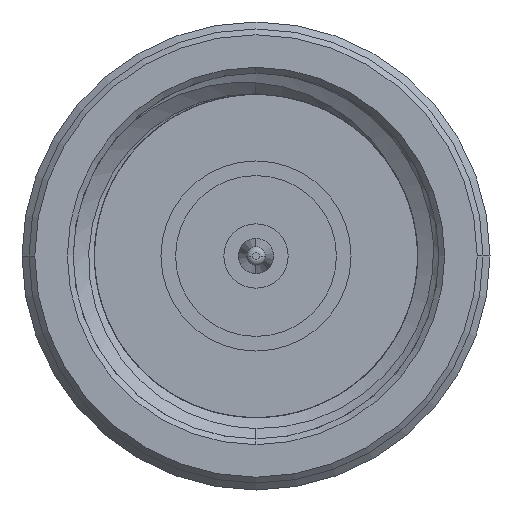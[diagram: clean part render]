
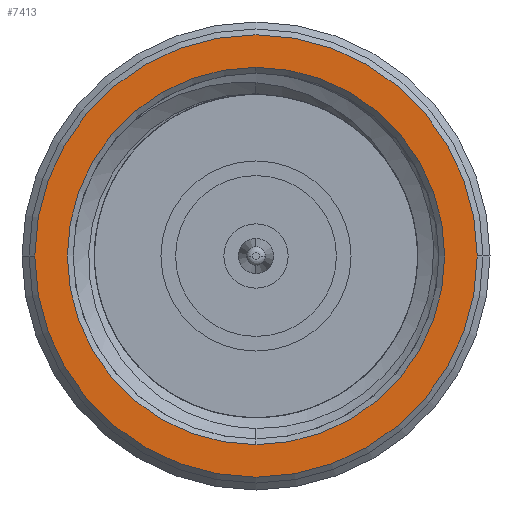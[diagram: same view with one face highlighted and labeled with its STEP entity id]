
A CAD part, left-side view. The second image highlights one B-rep face of the part: STEP entity #7413.
In plain terms, the highlighted planar face has unit normal (-1, 0, 0).
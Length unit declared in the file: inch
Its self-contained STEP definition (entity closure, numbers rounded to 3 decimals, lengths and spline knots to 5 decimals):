
#173 = AXIS2_PLACEMENT_3D ( 'NONE', #3592, #6769, #1774 ) ;
#221 = EDGE_CURVE ( 'NONE', #8826, #4103, #6867, .T. ) ;
#380 = PLANE ( 'NONE',  #173 ) ;
#489 = EDGE_CURVE ( 'NONE', #3546, #7884, #2207, .T. ) ;
#652 = ORIENTED_EDGE ( 'NONE', *, *, #6966, .T. ) ;
#1008 = DIRECTION ( 'NONE',  ( -1., 0., 0. ) ) ;
#1118 = AXIS2_PLACEMENT_3D ( 'NONE', #6567, #5007, #5695 ) ;
#1152 = DIRECTION ( 'NONE',  ( 0., -1., 0. ) ) ;
#1774 = DIRECTION ( 'NONE',  ( 0., -1., 0. ) ) ;
#1938 = CARTESIAN_POINT ( 'NONE',  ( 0., 0., 0. ) ) ;
#1976 = DIRECTION ( 'NONE',  ( 0., -1., 0. ) ) ;
#2207 = CIRCLE ( 'NONE', #5875, 0.3225 ) ;
#2369 = AXIS2_PLACEMENT_3D ( 'NONE', #1938, #3427, #1152 ) ;
#2413 = CARTESIAN_POINT ( 'NONE',  ( 0., 0., 0. ) ) ;
#2684 = AXIS2_PLACEMENT_3D ( 'NONE', #2825, #1008, #1976 ) ;
#2825 = CARTESIAN_POINT ( 'NONE',  ( 0., 0., 0. ) ) ;
#3018 = CARTESIAN_POINT ( 'NONE',  ( 0., 0., -0.3225 ) ) ;
#3427 = DIRECTION ( 'NONE',  ( -1., 0., 0. ) ) ;
#3515 = EDGE_LOOP ( 'NONE', ( #7151, #7439 ) ) ;
#3546 = VERTEX_POINT ( 'NONE', #9288 ) ;
#3592 = CARTESIAN_POINT ( 'NONE',  ( 0., 0.38809, 0. ) ) ;
#4103 = VERTEX_POINT ( 'NONE', #6069 ) ;
#4370 = FACE_OUTER_BOUND ( 'NONE', #5704, .T. ) ;
#5007 = DIRECTION ( 'NONE',  ( 1., 0., 0. ) ) ;
#5105 = EDGE_CURVE ( 'NONE', #7884, #3546, #5636, .T. ) ;
#5636 = CIRCLE ( 'NONE', #1118, 0.3225 ) ;
#5655 = DIRECTION ( 'NONE',  ( 0., -1., 0. ) ) ;
#5695 = DIRECTION ( 'NONE',  ( 0., -1., 0. ) ) ;
#5704 = EDGE_LOOP ( 'NONE', ( #652, #6294 ) ) ;
#5875 = AXIS2_PLACEMENT_3D ( 'NONE', #2413, #6218, #5655 ) ;
#6069 = CARTESIAN_POINT ( 'NONE',  ( 0., 0.37809, 0. ) ) ;
#6218 = DIRECTION ( 'NONE',  ( 1., 0., 0. ) ) ;
#6294 = ORIENTED_EDGE ( 'NONE', *, *, #221, .T. ) ;
#6567 = CARTESIAN_POINT ( 'NONE',  ( 0., 0., 0. ) ) ;
#6769 = DIRECTION ( 'NONE',  ( -1., 0., 0. ) ) ;
#6867 = CIRCLE ( 'NONE', #2369, 0.37809 ) ;
#6966 = EDGE_CURVE ( 'NONE', #4103, #8826, #8867, .T. ) ;
#7142 = CARTESIAN_POINT ( 'NONE',  ( 0., -0.37809, 0. ) ) ;
#7151 = ORIENTED_EDGE ( 'NONE', *, *, #489, .T. ) ;
#7413 = ADVANCED_FACE ( 'NONE', ( #8354, #4370 ), #380, .T. ) ;
#7439 = ORIENTED_EDGE ( 'NONE', *, *, #5105, .T. ) ;
#7884 = VERTEX_POINT ( 'NONE', #3018 ) ;
#8354 = FACE_BOUND ( 'NONE', #3515, .T. ) ;
#8826 = VERTEX_POINT ( 'NONE', #7142 ) ;
#8867 = CIRCLE ( 'NONE', #2684, 0.37809 ) ;
#9288 = CARTESIAN_POINT ( 'NONE',  ( 0., 0., 0.3225 ) ) ;
